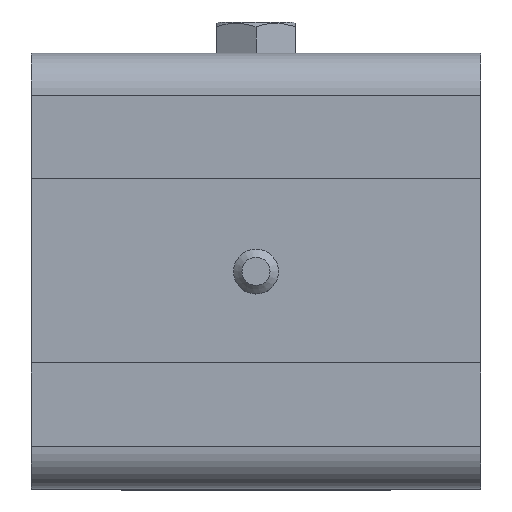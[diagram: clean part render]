
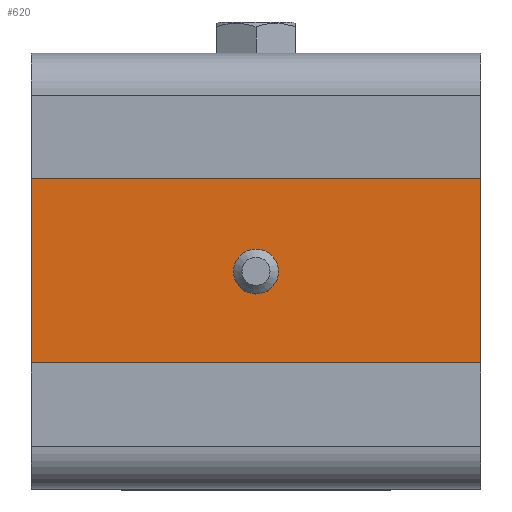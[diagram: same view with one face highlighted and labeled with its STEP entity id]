
A CAD part, top view. The second image highlights one B-rep face of the part: STEP entity #620.
In plain terms, the highlighted planar face has unit normal (0, 0, 1).
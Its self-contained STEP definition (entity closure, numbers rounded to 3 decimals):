
#620=ADVANCED_FACE('',(#1505,#1507),#1509,.T.);
#1505=FACE_BOUND('',#1506,.T.);
#1506=EDGE_LOOP('',(#2254,#2255,#2256,#2257));
#1507=FACE_BOUND('',#1508,.T.);
#1508=EDGE_LOOP('',(#2258));
#1509=PLANE('',#1510);
#1510=AXIS2_PLACEMENT_3D('',#1511,#1512,#1513);
#1511=CARTESIAN_POINT('',(0.,0.,3.));
#1512=DIRECTION('',(0.,0.,1.));
#1513=DIRECTION('',(1.,0.,0.));
#2254=ORIENTED_EDGE('',*,*,#2577,.T.);
#2255=ORIENTED_EDGE('',*,*,#2575,.T.);
#2256=ORIENTED_EDGE('',*,*,#2596,.T.);
#2257=ORIENTED_EDGE('',*,*,#2620,.T.);
#2258=ORIENTED_EDGE('',*,*,#2621,.F.);
#2575=EDGE_CURVE('',#2870,#2906,#2919,.T.);
#2577=EDGE_CURVE('',#2922,#2870,#2923,.T.);
#2596=EDGE_CURVE('',#2906,#2951,#2953,.T.);
#2620=EDGE_CURVE('',#2951,#2922,#2991,.T.);
#2621=EDGE_CURVE('',#2992,#2992,#2993,.T.);
#2870=VERTEX_POINT('',#3709);
#2906=VERTEX_POINT('',#3784);
#2919=LINE('',#3817,#3818);
#2922=VERTEX_POINT('',#3825);
#2923=LINE('',#3826,#3827);
#2951=VERTEX_POINT('',#3896);
#2953=LINE('',#3900,#3901);
#2991=LINE('',#4188,#4189);
#2992=VERTEX_POINT('',#4191);
#2993=CIRCLE('',#4192,2.);
#3709=CARTESIAN_POINT('',(40.,31.2,3.));
#3784=CARTESIAN_POINT('',(0.,31.2,3.));
#3817=CARTESIAN_POINT('',(40.,31.2,3.));
#3818=VECTOR('',#3819,1.);
#3819=DIRECTION('',(-1.,0.,0.));
#3825=CARTESIAN_POINT('',(40.,0.,3.));
#3826=CARTESIAN_POINT('',(40.,0.,3.));
#3827=VECTOR('',#3828,1.);
#3828=DIRECTION('',(0.,1.,0.));
#3896=CARTESIAN_POINT('',(0.,0.,3.));
#3900=CARTESIAN_POINT('',(0.,31.2,3.));
#3901=VECTOR('',#3902,1.);
#3902=DIRECTION('',(0.,-1.,0.));
#4188=CARTESIAN_POINT('',(0.,0.,3.));
#4189=VECTOR('',#4190,1.);
#4190=DIRECTION('',(1.,0.,0.));
#4191=CARTESIAN_POINT('',(22.,15.6,3.));
#4192=AXIS2_PLACEMENT_3D('',#4193,#4194,#4195);
#4193=CARTESIAN_POINT('',(20.,15.6,3.));
#4194=DIRECTION('',(0.,0.,1.));
#4195=DIRECTION('',(1.,0.,0.));
